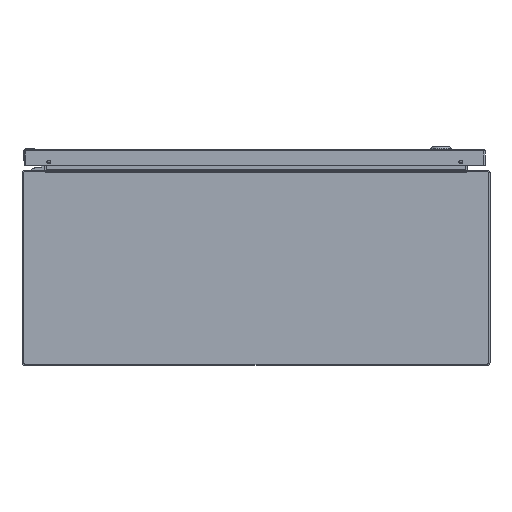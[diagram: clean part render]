
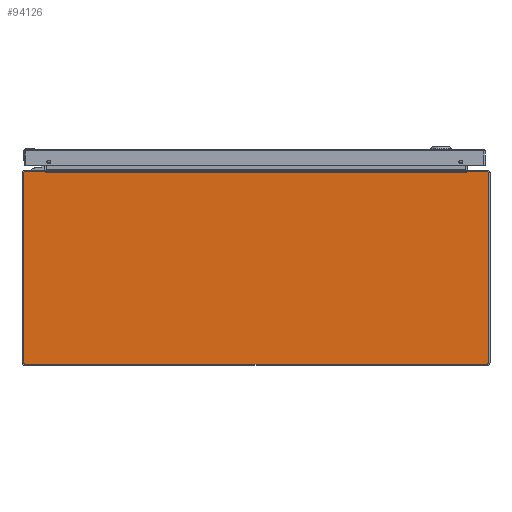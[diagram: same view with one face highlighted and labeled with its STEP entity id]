
A CAD part, front view. The second image highlights one B-rep face of the part: STEP entity #94126.
In plain terms, the highlighted planar face has unit normal (0, -1, 0).
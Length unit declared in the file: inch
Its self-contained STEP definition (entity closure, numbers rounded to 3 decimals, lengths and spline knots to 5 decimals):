
#3856 = DIRECTION ( 'NONE',  ( 0., 0., -1. ) ) ;
#4095 = DIRECTION ( 'NONE',  ( 0., -1., 0. ) ) ;
#5763 = DIRECTION ( 'NONE',  ( 1., 0., 0. ) ) ;
#7189 = ORIENTED_EDGE ( 'NONE', *, *, #82389, .F. ) ;
#8520 = AXIS2_PLACEMENT_3D ( 'NONE', #152352, #14820, #107218 ) ;
#13171 = EDGE_CURVE ( 'NONE', #180583, #29131, #159133, .T. ) ;
#13596 = CARTESIAN_POINT ( 'NONE',  ( -11.857, -21., 4.857 ) ) ;
#14396 = VERTEX_POINT ( 'NONE', #162130 ) ;
#14643 = CARTESIAN_POINT ( 'NONE',  ( 10.81836, -21., 4.91 ) ) ;
#14820 = DIRECTION ( 'NONE',  ( 0., -1., 0. ) ) ;
#19167 = FACE_OUTER_BOUND ( 'NONE', #190404, .T. ) ;
#19664 = ORIENTED_EDGE ( 'NONE', *, *, #68673, .T. ) ;
#29131 = VERTEX_POINT ( 'NONE', #196706 ) ;
#29193 = DIRECTION ( 'NONE',  ( 0., -1., 0. ) ) ;
#31121 = EDGE_CURVE ( 'NONE', #84088, #14396, #81774, .T. ) ;
#33299 = LINE ( 'NONE', #64526, #49705 ) ;
#34846 = CARTESIAN_POINT ( 'NONE',  ( 10.8136, -21., 4.883 ) ) ;
#35174 = PLANE ( 'NONE',  #70485 ) ;
#35849 = VERTEX_POINT ( 'NONE', #104699 ) ;
#39525 = CARTESIAN_POINT ( 'NONE',  ( -11.937, -21., 0. ) ) ;
#41680 = DIRECTION ( 'NONE',  ( 0.174, 0., -0.985 ) ) ;
#43186 = VERTEX_POINT ( 'NONE', #176478 ) ;
#43342 = CARTESIAN_POINT ( 'NONE',  ( 11.857, -21., -4.857 ) ) ;
#44558 = VECTOR ( 'NONE', #41680, 39.37008 ) ;
#44737 = CIRCLE ( 'NONE', #163211, 0.08 ) ;
#46672 = DIRECTION ( 'NONE',  ( -1., 0., 0. ) ) ;
#46723 = DIRECTION ( 'NONE',  ( 0., -1., 0. ) ) ;
#49705 = VECTOR ( 'NONE', #140756, 39.37008 ) ;
#52238 = CARTESIAN_POINT ( 'NONE',  ( 11.857, -21., -4.937 ) ) ;
#54040 = VECTOR ( 'NONE', #195378, 39.37008 ) ;
#54927 = CARTESIAN_POINT ( 'NONE',  ( -10.82312, -21., 4.937 ) ) ;
#55289 = LINE ( 'NONE', #118516, #125019 ) ;
#56614 = CARTESIAN_POINT ( 'NONE',  ( 10.798, -21., 4.883 ) ) ;
#58927 = EDGE_CURVE ( 'NONE', #99011, #143720, #185088, .T. ) ;
#60837 = VERTEX_POINT ( 'NONE', #54927 ) ;
#64526 = CARTESIAN_POINT ( 'NONE',  ( -10.80578, -21., 4.883 ) ) ;
#65472 = LINE ( 'NONE', #187867, #118827 ) ;
#67940 = ORIENTED_EDGE ( 'NONE', *, *, #76004, .T. ) ;
#68673 = EDGE_CURVE ( 'NONE', #139920, #170420, #151204, .T. ) ;
#69733 = DIRECTION ( 'NONE',  ( 0., 0., -1. ) ) ;
#70485 = AXIS2_PLACEMENT_3D ( 'NONE', #93519, #4095, #169756 ) ;
#71196 = EDGE_CURVE ( 'NONE', #143720, #180583, #65472, .T. ) ;
#72524 = ORIENTED_EDGE ( 'NONE', *, *, #86568, .T. ) ;
#73516 = DIRECTION ( 'NONE',  ( 0., 0., -1. ) ) ;
#75816 = DIRECTION ( 'NONE',  ( -1., 0., 0. ) ) ;
#76004 = EDGE_CURVE ( 'NONE', #105108, #35849, #44737, .T. ) ;
#76503 = VECTOR ( 'NONE', #46672, 39.37008 ) ;
#76683 = CARTESIAN_POINT ( 'NONE',  ( 11.937, -21., 4.857 ) ) ;
#79300 = CARTESIAN_POINT ( 'NONE',  ( 11.937, -21., -4.857 ) ) ;
#81143 = CARTESIAN_POINT ( 'NONE',  ( 0., -21., -4.937 ) ) ;
#81426 = ORIENTED_EDGE ( 'NONE', *, *, #58927, .T. ) ;
#81774 = LINE ( 'NONE', #122951, #76503 ) ;
#82389 = EDGE_CURVE ( 'NONE', #43186, #14396, #33299, .T. ) ;
#84088 = VERTEX_POINT ( 'NONE', #56614 ) ;
#84159 = CARTESIAN_POINT ( 'NONE',  ( 10.82312, -21., 4.937 ) ) ;
#84864 = VERTEX_POINT ( 'NONE', #86769 ) ;
#86568 = EDGE_CURVE ( 'NONE', #157067, #84864, #160267, .T. ) ;
#86769 = CARTESIAN_POINT ( 'NONE',  ( -11.937, -21., 4.857 ) ) ;
#90883 = CARTESIAN_POINT ( 'NONE',  ( 10.80578, -21., 4.883 ) ) ;
#91001 = ORIENTED_EDGE ( 'NONE', *, *, #71196, .T. ) ;
#93519 = CARTESIAN_POINT ( 'NONE',  ( 0., -21., 0. ) ) ;
#93589 = EDGE_CURVE ( 'NONE', #35849, #99011, #172415, .T. ) ;
#94126 = ADVANCED_FACE ( 'NONE', ( #19167 ), #35174, .T. ) ;
#99011 = VERTEX_POINT ( 'NONE', #52238 ) ;
#99198 = DIRECTION ( 'NONE',  ( 0., -1., 0. ) ) ;
#101436 = ORIENTED_EDGE ( 'NONE', *, *, #149799, .T. ) ;
#103519 = VECTOR ( 'NONE', #69733, 39.37008 ) ;
#103684 = VECTOR ( 'NONE', #75816, 39.37008 ) ;
#104699 = CARTESIAN_POINT ( 'NONE',  ( -11.857, -21., -4.937 ) ) ;
#105108 = VERTEX_POINT ( 'NONE', #133324 ) ;
#105917 = LINE ( 'NONE', #90883, #103684 ) ;
#107218 = DIRECTION ( 'NONE',  ( 0., 0., -1. ) ) ;
#107945 = DIRECTION ( 'NONE',  ( 0., 0., -1. ) ) ;
#115063 = CARTESIAN_POINT ( 'NONE',  ( -10.81836, -21., 4.91 ) ) ;
#115504 = AXIS2_PLACEMENT_3D ( 'NONE', #13596, #46723, #107945 ) ;
#118516 = CARTESIAN_POINT ( 'NONE',  ( 0., -21., 4.937 ) ) ;
#118827 = VECTOR ( 'NONE', #171793, 39.37008 ) ;
#122951 = CARTESIAN_POINT ( 'NONE',  ( 0., -21., 4.883 ) ) ;
#125019 = VECTOR ( 'NONE', #130555, 39.37008 ) ;
#125284 = EDGE_CURVE ( 'NONE', #29131, #139920, #166554, .T. ) ;
#129319 = CARTESIAN_POINT ( 'NONE',  ( -11.857, -21., -4.857 ) ) ;
#130555 = DIRECTION ( 'NONE',  ( -1., 0., 0. ) ) ;
#130576 = ORIENTED_EDGE ( 'NONE', *, *, #144255, .T. ) ;
#130625 = AXIS2_PLACEMENT_3D ( 'NONE', #43342, #29193, #73516 ) ;
#130914 = LINE ( 'NONE', #39525, #103519 ) ;
#133309 = ORIENTED_EDGE ( 'NONE', *, *, #93589, .T. ) ;
#133324 = CARTESIAN_POINT ( 'NONE',  ( -11.937, -21., -4.857 ) ) ;
#136439 = ORIENTED_EDGE ( 'NONE', *, *, #138793, .F. ) ;
#137454 = DIRECTION ( 'NONE',  ( -1., 0., 0. ) ) ;
#138793 = EDGE_CURVE ( 'NONE', #60837, #43186, #163140, .T. ) ;
#139920 = VERTEX_POINT ( 'NONE', #84159 ) ;
#140756 = DIRECTION ( 'NONE',  ( 1., 0., 0. ) ) ;
#143720 = VERTEX_POINT ( 'NONE', #79300 ) ;
#144255 = EDGE_CURVE ( 'NONE', #170420, #84088, #105917, .T. ) ;
#149799 = EDGE_CURVE ( 'NONE', #60837, #157067, #55289, .T. ) ;
#151204 = LINE ( 'NONE', #14643, #54040 ) ;
#151535 = CARTESIAN_POINT ( 'NONE',  ( 0., -21., 4.937 ) ) ;
#152352 = CARTESIAN_POINT ( 'NONE',  ( 11.857, -21., 4.857 ) ) ;
#157012 = VECTOR ( 'NONE', #137454, 39.37008 ) ;
#157067 = VERTEX_POINT ( 'NONE', #158033 ) ;
#158033 = CARTESIAN_POINT ( 'NONE',  ( -11.857, -21., 4.937 ) ) ;
#159133 = CIRCLE ( 'NONE', #8520, 0.08 ) ;
#160267 = CIRCLE ( 'NONE', #115504, 0.08 ) ;
#162130 = CARTESIAN_POINT ( 'NONE',  ( -10.798, -21., 4.883 ) ) ;
#163140 = LINE ( 'NONE', #115063, #44558 ) ;
#163211 = AXIS2_PLACEMENT_3D ( 'NONE', #129319, #99198, #3856 ) ;
#166554 = LINE ( 'NONE', #151535, #157012 ) ;
#169195 = ORIENTED_EDGE ( 'NONE', *, *, #13171, .T. ) ;
#169756 = DIRECTION ( 'NONE',  ( 0., 0., -1. ) ) ;
#170420 = VERTEX_POINT ( 'NONE', #34846 ) ;
#171793 = DIRECTION ( 'NONE',  ( 0., 0., 1. ) ) ;
#172415 = LINE ( 'NONE', #81143, #179198 ) ;
#174792 = ORIENTED_EDGE ( 'NONE', *, *, #125284, .T. ) ;
#176478 = CARTESIAN_POINT ( 'NONE',  ( -10.8136, -21., 4.883 ) ) ;
#179007 = ORIENTED_EDGE ( 'NONE', *, *, #179774, .T. ) ;
#179198 = VECTOR ( 'NONE', #5763, 39.37008 ) ;
#179774 = EDGE_CURVE ( 'NONE', #84864, #105108, #130914, .T. ) ;
#180583 = VERTEX_POINT ( 'NONE', #76683 ) ;
#181101 = ORIENTED_EDGE ( 'NONE', *, *, #31121, .T. ) ;
#185088 = CIRCLE ( 'NONE', #130625, 0.08 ) ;
#187867 = CARTESIAN_POINT ( 'NONE',  ( 11.937, -21., 0. ) ) ;
#190404 = EDGE_LOOP ( 'NONE', ( #101436, #72524, #179007, #67940, #133309, #81426, #91001, #169195, #174792, #19664, #130576, #181101, #7189, #136439 ) ) ;
#195378 = DIRECTION ( 'NONE',  ( -0.174, 0., -0.985 ) ) ;
#196706 = CARTESIAN_POINT ( 'NONE',  ( 11.857, -21., 4.937 ) ) ;
